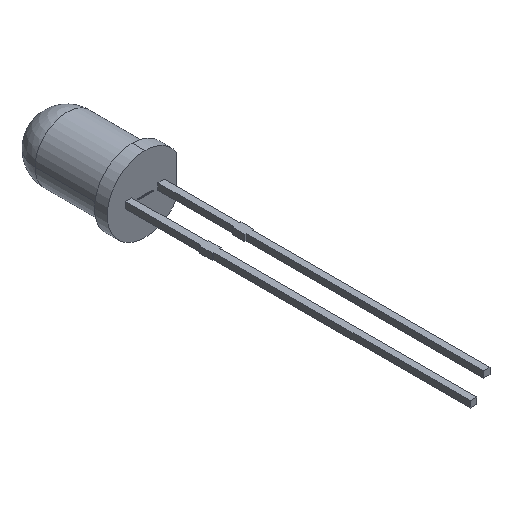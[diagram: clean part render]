
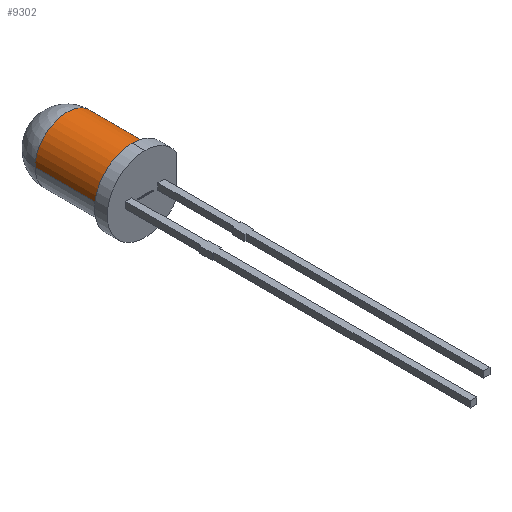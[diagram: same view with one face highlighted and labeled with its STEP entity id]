
A CAD part, isometric view. The second image highlights one B-rep face of the part: STEP entity #9302.
In plain terms, the highlighted cylindrical face has radius 2.5 mm (diameter 5 mm), a partial arc.
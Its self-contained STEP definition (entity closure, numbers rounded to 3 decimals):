
#2282 = CIRCLE ( 'NONE', #9785, 2.5 ) ;
#2932 = VERTEX_POINT ( 'NONE', #4048 ) ;
#2964 = VERTEX_POINT ( 'NONE', #4080 ) ;
#2976 = VERTEX_POINT ( 'NONE', #4092 ) ;
#2978 = VERTEX_POINT ( 'NONE', #4093 ) ;
#3664 = EDGE_LOOP ( 'NONE', ( #6575, #6571, #6570, #6572 ) ) ;
#4048 = CARTESIAN_POINT ( 'NONE',  ( 2.5, 1., 0. ) ) ;
#4080 = CARTESIAN_POINT ( 'NONE',  ( 2.5, 6.1, 0. ) ) ;
#4092 = CARTESIAN_POINT ( 'NONE',  ( -2.5, 1., 0. ) ) ;
#4093 = CARTESIAN_POINT ( 'NONE',  ( -2.5, 6.1, 0. ) ) ;
#5553 = CARTESIAN_POINT ( 'NONE',  ( 0., 1., 0. ) ) ;
#5554 = DIRECTION ( 'NONE',  ( 0., -1., 0. ) ) ;
#5555 = DIRECTION ( 'NONE',  ( 1., 0., 0. ) ) ;
#6570 = ORIENTED_EDGE ( 'NONE', *, *, #9147, .F. ) ;
#6571 = ORIENTED_EDGE ( 'NONE', *, *, #9146, .T. ) ;
#6572 = ORIENTED_EDGE ( 'NONE', *, *, #9148, .F. ) ;
#6575 = ORIENTED_EDGE ( 'NONE', *, *, #9151, .T. ) ;
#7413 = LINE ( 'NONE', #7414, #9781 ) ;
#7414 = CARTESIAN_POINT ( 'NONE',  ( -2.5, 1., 0. ) ) ;
#7415 = DIRECTION ( 'NONE',  ( 0., -1., 0. ) ) ;
#7416 = CARTESIAN_POINT ( 'NONE',  ( 0., 1., 0. ) ) ;
#7417 = DIRECTION ( 'NONE',  ( 0., -1., 0. ) ) ;
#7418 = DIRECTION ( 'NONE',  ( 1., 0., 0. ) ) ;
#7420 = LINE ( 'NONE', #7421, #9783 ) ;
#7421 = CARTESIAN_POINT ( 'NONE',  ( 2.5, 1., 0. ) ) ;
#7422 = DIRECTION ( 'NONE',  ( 0., -1., 0. ) ) ;
#7428 = CARTESIAN_POINT ( 'NONE',  ( 0., 6.1, 0. ) ) ;
#7429 = DIRECTION ( 'NONE',  ( 0., -1., 0. ) ) ;
#7430 = DIRECTION ( 'NONE',  ( 1., 0., 0. ) ) ;
#9146 = EDGE_CURVE ( 'NONE', #2978, #2976, #7413, .T. ) ;
#9147 = EDGE_CURVE ( 'NONE', #2932, #2976, #9645, .T. ) ;
#9148 = EDGE_CURVE ( 'NONE', #2964, #2932, #7420, .T. ) ;
#9151 = EDGE_CURVE ( 'NONE', #2964, #2978, #2282, .T. ) ;
#9302 = ADVANCED_FACE ( 'NONE', ( #10200 ), #10203, .T. ) ;
#9645 = CIRCLE ( 'NONE', #9773, 2.5 ) ;
#9773 = AXIS2_PLACEMENT_3D ( 'NONE', #7416, #7417, #7418 ) ;
#9781 = VECTOR ( 'NONE', #7415, 1000. ) ;
#9783 = VECTOR ( 'NONE', #7422, 1000. ) ;
#9785 = AXIS2_PLACEMENT_3D ( 'NONE', #7428, #7429, #7430 ) ;
#10200 = FACE_OUTER_BOUND ( 'NONE', #3664, .T. ) ;
#10202 = AXIS2_PLACEMENT_3D ( 'NONE', #5553, #5554, #5555 ) ;
#10203 = CYLINDRICAL_SURFACE ( 'NONE', #10202, 2.5 ) ;
